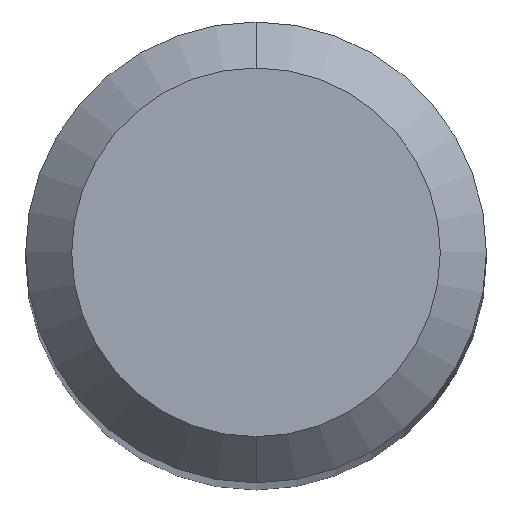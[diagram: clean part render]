
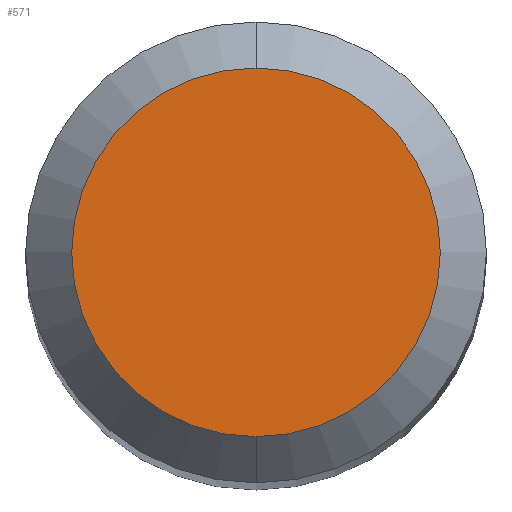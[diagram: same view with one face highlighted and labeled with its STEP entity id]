
A CAD part, top view. The second image highlights one B-rep face of the part: STEP entity #571.
In plain terms, the highlighted planar face has unit normal (0, 0, 1).
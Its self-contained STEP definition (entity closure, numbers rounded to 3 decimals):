
#359=EDGE_CURVE('',#655,#389,#974,.T.);
#389=VERTEX_POINT('',#1005);
#525=EDGE_CURVE('',#389,#655,#1157,.T.);
#571=ADVANCED_FACE('',(#1207),#1208,.T.);
#655=VERTEX_POINT('',#1300);
#974=CIRCLE('',#2013,1.2);
#1005=CARTESIAN_POINT('',(0.0,1.2,0.0));
#1157=CIRCLE('',#3504,1.2);
#1207=FACE_OUTER_BOUND('',#3658,.T.);
#1208=PLANE('',#3659);
#1300=CARTESIAN_POINT('',(0.,-1.2,0.0));
#2013=AXIS2_PLACEMENT_3D('',#5172,#5173,#5174);
#3504=AXIS2_PLACEMENT_3D('',#5386,#5387,#5388);
#3658=EDGE_LOOP('',(#5448,#5449));
#3659=AXIS2_PLACEMENT_3D('',#5450,#5451,#5452);
#5172=CARTESIAN_POINT('',(0.0,0.0,0.0));
#5173=DIRECTION('',(0.0,0.0,-1.0));
#5174=DIRECTION('',(0.0,1.0,0.0));
#5386=CARTESIAN_POINT('',(0.0,0.0,0.0));
#5387=DIRECTION('',(0.0,0.0,-1.0));
#5388=DIRECTION('',(0.0,1.0,0.0));
#5448=ORIENTED_EDGE('',*,*,#525,.F.);
#5449=ORIENTED_EDGE('',*,*,#359,.F.);
#5450=CARTESIAN_POINT('',(0.0,0.6,0.0));
#5451=DIRECTION('',(-0.0,0.0,1.0));
#5452=DIRECTION('',(0.0,-1.0,0.0));
